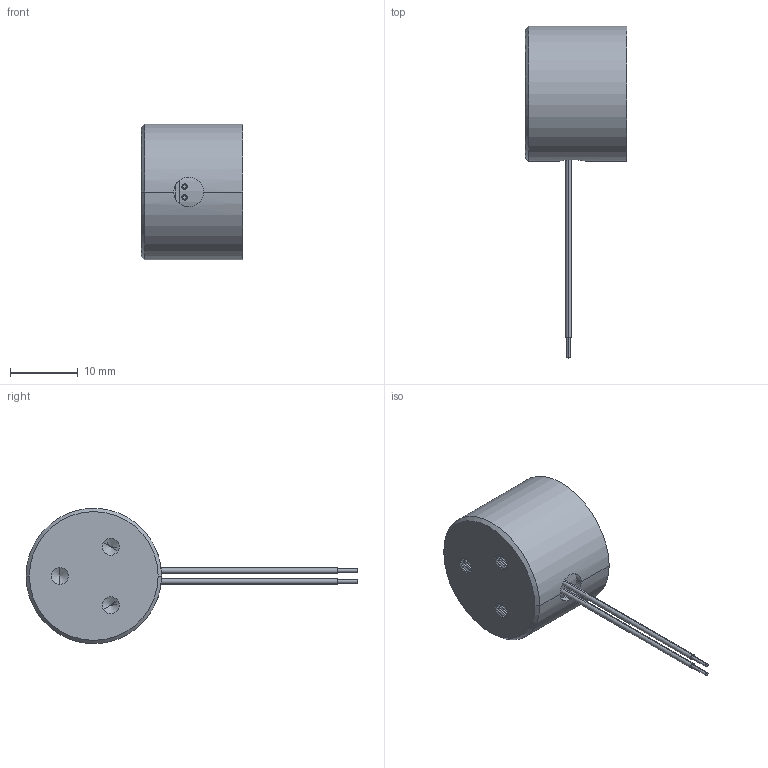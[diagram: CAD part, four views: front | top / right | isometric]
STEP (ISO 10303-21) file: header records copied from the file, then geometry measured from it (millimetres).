
FILE_DESCRIPTION (( 'STEP AP203' ), '1' );
FILE_NAME ('ET2015.STEP', '2019-07-11T06:17:04', ( 'user' ), ( '' ), 'SwSTEP 2.0', 'SolidWorks 2011', '' );
FILE_SCHEMA (( 'CONFIG_CONTROL_DESIGN' ));
Length unit declared in the file: millimetre
Products named in the file (4): ET2015; ET2015灌膠; ET2015-204W; BD08103R
Assembly tree (3 placements, depth 2):
  ET2015
    BD08103R
    ET2015灌膠
    ET2015-204W
Bounding box: 15 x 49 x 20 mm (x, y, z)
Volume: 4986.7 mm3; surface area: 4756.8 mm2
Topology: 5 solids, 5 shells, 173 faces, 360 edges, 197 vertices
Faces by surface type: cone 80, cylinder 67, plane 20, torus 6
Entity records: 4992 total; most frequent: DIRECTION 884, CARTESIAN_POINT 846, ORIENTED_EDGE 708, AXIS2_PLACEMENT_3D 361, EDGE_CURVE 354, VERTEX_POINT 197, EDGE_LOOP 185, CIRCLE 182
